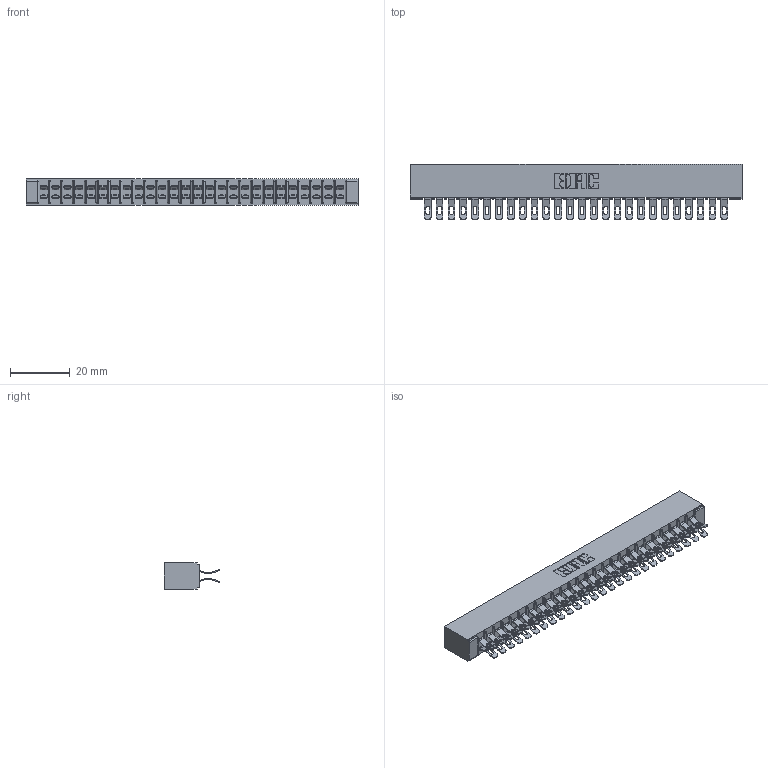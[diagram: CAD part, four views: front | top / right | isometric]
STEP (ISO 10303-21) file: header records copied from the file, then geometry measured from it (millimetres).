
FILE_DESCRIPTION (( 'STEP AP203' ), '1' );
FILE_NAME ('355-052-555-201.STEP', '2019-09-11T16:31:49', ( '' ), ( '' ), 'SwSTEP 2.0', 'SolidWorks 2016', '' );
FILE_SCHEMA (( 'CONFIG_CONTROL_DESIGN' ));
Length unit declared in the file: inch
Products named in the file (3): 305 Part_No Mounting; 355-052-555-201; 305-290-001_555
Assembly tree (53 placements, depth 2):
  355-052-555-201
    305 Part_No Mounting
    305-290-001_555  x52
Bounding box: 110.9 x 18.41 x 8.71 mm (x, y, z)
Volume: 7289.3 mm3; surface area: 15457.3 mm2
Topology: 53 solids, 53 shells, 3540 faces, 10562 edges, 6900 vertices
Faces by surface type: plane 1728, cylinder 1708, sphere 104
Entity records: 30445 total; most frequent: CARTESIAN_POINT 5054, ORIENTED_EDGE 5004, DIRECTION 4894, EDGE_CURVE 2502, VECTOR 1990, LINE 1990, VERTEX_POINT 1596, AXIS2_PLACEMENT_3D 1452
